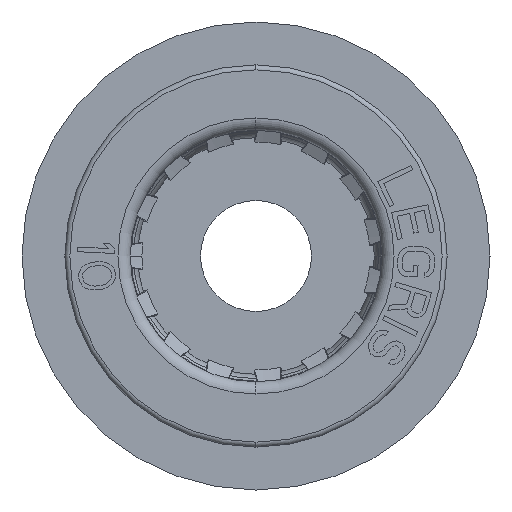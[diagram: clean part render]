
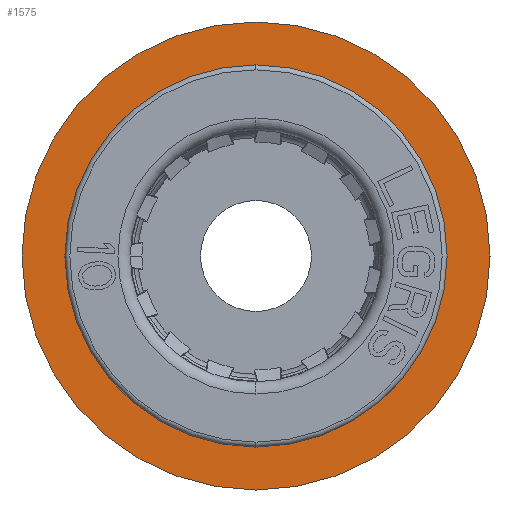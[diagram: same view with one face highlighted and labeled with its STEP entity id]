
A CAD part, left-side view. The second image highlights one B-rep face of the part: STEP entity #1575.
In plain terms, the highlighted planar face has unit normal (-1, 0, 0).
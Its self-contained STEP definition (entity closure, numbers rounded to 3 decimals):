
#1575=ADVANCED_FACE('',(#4309,#4310),#4311,.F.);
#4309=FACE_OUTER_BOUND('',#13031,.T.);
#4310=FACE_BOUND('',#13032,.T.);
#4311=PLANE('',#13033);
#13031=EDGE_LOOP('',(#23083,#23084));
#13032=EDGE_LOOP('',(#23085,#23086));
#13033=AXIS2_PLACEMENT_3D('',#23087,#23088,#23089);
#23083=ORIENTED_EDGE('',*,*,#26890,.F.);
#23084=ORIENTED_EDGE('',*,*,#26888,.T.);
#23085=ORIENTED_EDGE('',*,*,#26891,.T.);
#23086=ORIENTED_EDGE('',*,*,#26892,.T.);
#23087=CARTESIAN_POINT('',(-21.85,0.0,0.0));
#23088=DIRECTION('',(1.0,0.0,0.0));
#23089=DIRECTION('',(0.0,1.0,-0.0));
#26888=EDGE_CURVE('',#32355,#32353,#32356,.T.);
#26890=EDGE_CURVE('',#32355,#32353,#32358,.T.);
#26891=EDGE_CURVE('',#32359,#32360,#32361,.T.);
#26892=EDGE_CURVE('',#32360,#32359,#32362,.T.);
#32353=VERTEX_POINT('',#43757);
#32355=VERTEX_POINT('',#43760);
#32356=CIRCLE('',#43761,9.49);
#32358=CIRCLE('',#43764,9.49);
#32359=VERTEX_POINT('',#43765);
#32360=VERTEX_POINT('',#43766);
#32361=CIRCLE('',#43767,7.593);
#32362=CIRCLE('',#43768,7.593);
#43757=CARTESIAN_POINT('',(-21.85,-9.49,0.0));
#43760=CARTESIAN_POINT('',(-21.85,9.49,0.0));
#43761=AXIS2_PLACEMENT_3D('',#48671,#48672,#48673);
#43764=AXIS2_PLACEMENT_3D('',#48675,#48676,#48677);
#43765=CARTESIAN_POINT('',(-21.85,0.0,7.593));
#43766=CARTESIAN_POINT('',(-21.85,0.0,-7.593));
#43767=AXIS2_PLACEMENT_3D('',#48678,#48679,#48680);
#43768=AXIS2_PLACEMENT_3D('',#48681,#48682,#48683);
#48671=CARTESIAN_POINT('',(-21.85,0.0,0.0));
#48672=DIRECTION('',(-1.0,0.0,0.0));
#48673=DIRECTION('',(0.0,1.0,0.0));
#48675=CARTESIAN_POINT('',(-21.85,0.0,0.0));
#48676=DIRECTION('',(1.0,0.0,0.0));
#48677=DIRECTION('',(0.0,1.0,0.0));
#48678=CARTESIAN_POINT('',(-21.85,0.0,0.0));
#48679=DIRECTION('',(1.0,0.0,-0.0));
#48680=DIRECTION('',(0.0,0.0,1.0));
#48681=CARTESIAN_POINT('',(-21.85,0.0,0.0));
#48682=DIRECTION('',(1.0,0.0,0.0));
#48683=DIRECTION('',(0.0,0.0,-1.0));
